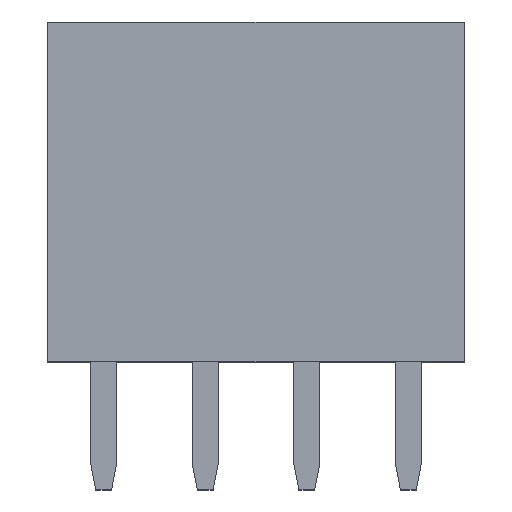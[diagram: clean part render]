
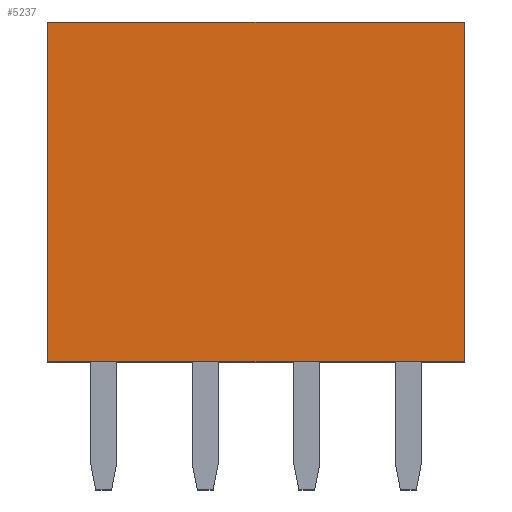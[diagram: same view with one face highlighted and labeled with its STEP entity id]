
A CAD part, top view. The second image highlights one B-rep face of the part: STEP entity #5237.
In plain terms, the highlighted planar face has unit normal (0, 0, 1).
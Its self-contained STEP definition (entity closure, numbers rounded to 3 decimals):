
#3064 = VERTEX_POINT('',#3065);
#3065 = CARTESIAN_POINT('',(5.205,0.,1.25));
#3071 = EDGE_CURVE('',#3072,#3064,#3074,.T.);
#3072 = VERTEX_POINT('',#3073);
#3073 = CARTESIAN_POINT('',(-5.205,0.,1.25));
#3074 = LINE('',#3075,#3076);
#3075 = CARTESIAN_POINT('',(-5.205,0.,1.25));
#3076 = VECTOR('',#3077,1.);
#3077 = DIRECTION('',(1.,0.,0.));
#5011 = VERTEX_POINT('',#5012);
#5012 = CARTESIAN_POINT('',(5.205,8.5,1.25));
#5029 = VERTEX_POINT('',#5030);
#5030 = CARTESIAN_POINT('',(-5.205,8.5,1.25));
#5036 = EDGE_CURVE('',#5029,#5011,#5037,.T.);
#5037 = LINE('',#5038,#5039);
#5038 = CARTESIAN_POINT('',(-5.205,8.5,1.25));
#5039 = VECTOR('',#5040,1.);
#5040 = DIRECTION('',(1.,0.,0.));
#5237 = ADVANCED_FACE('',(#5238),#5254,.T.);
#5238 = FACE_BOUND('',#5239,.T.);
#5239 = EDGE_LOOP('',(#5240,#5246,#5247,#5253));
#5240 = ORIENTED_EDGE('',*,*,#5241,.T.);
#5241 = EDGE_CURVE('',#3064,#5011,#5242,.T.);
#5242 = LINE('',#5243,#5244);
#5243 = CARTESIAN_POINT('',(5.205,0.,1.25));
#5244 = VECTOR('',#5245,1.);
#5245 = DIRECTION('',(0.,1.,0.));
#5246 = ORIENTED_EDGE('',*,*,#5036,.F.);
#5247 = ORIENTED_EDGE('',*,*,#5248,.F.);
#5248 = EDGE_CURVE('',#3072,#5029,#5249,.T.);
#5249 = LINE('',#5250,#5251);
#5250 = CARTESIAN_POINT('',(-5.205,0.,1.25));
#5251 = VECTOR('',#5252,1.);
#5252 = DIRECTION('',(0.,1.,0.));
#5253 = ORIENTED_EDGE('',*,*,#3071,.T.);
#5254 = PLANE('',#5255);
#5255 = AXIS2_PLACEMENT_3D('',#5256,#5257,#5258);
#5256 = CARTESIAN_POINT('',(-5.205,4.25,1.25));
#5257 = DIRECTION('',(0.,0.,1.));
#5258 = DIRECTION('',(0.,-1.,0.));
